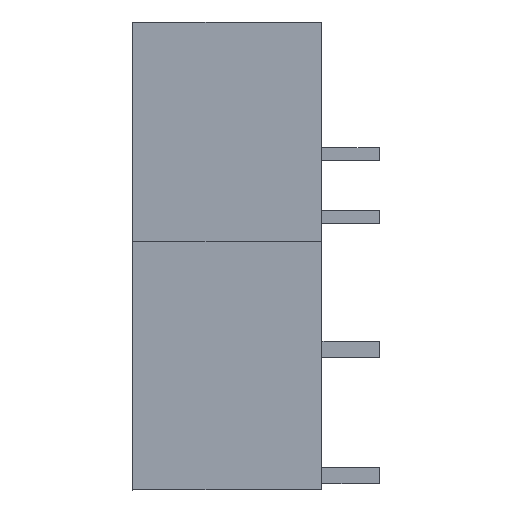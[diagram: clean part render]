
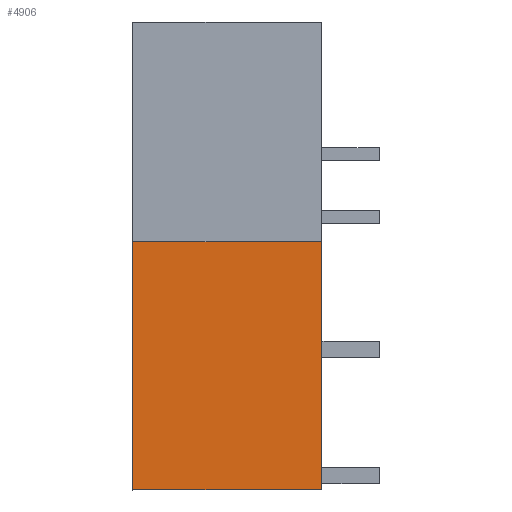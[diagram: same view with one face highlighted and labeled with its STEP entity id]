
A CAD part, left-side view. The second image highlights one B-rep face of the part: STEP entity #4906.
In plain terms, the highlighted planar face has unit normal (-1, 0, 0).
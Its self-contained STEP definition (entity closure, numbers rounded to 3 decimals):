
#4893=AXIS2_PLACEMENT_3D('Plane Axis2P3D',#4890,#4891,#4892) ;
#480=CARTESIAN_POINT('Vertex',(8.59,3.5,15.)) ;
#483=CARTESIAN_POINT('Line Origine',(8.59,3.5,7.5)) ;
#487=CARTESIAN_POINT('Vertex',(8.59,3.5,0.)) ;
#2131=CARTESIAN_POINT('Vertex',(8.59,14.9,0.)) ;
#2134=CARTESIAN_POINT('Line Origine',(8.59,14.9,7.5)) ;
#2138=CARTESIAN_POINT('Vertex',(8.59,14.9,15.)) ;
#4846=CARTESIAN_POINT('Line Origine',(8.59,9.2,15.)) ;
#4890=CARTESIAN_POINT('Axis2P3D Location',(8.59,3.6,12.5)) ;
#4895=CARTESIAN_POINT('Line Origine',(8.59,9.2,0.)) ;
#484=DIRECTION('Vector Direction',(0.,0.,-1.)) ;
#2135=DIRECTION('Vector Direction',(0.,0.,-1.)) ;
#4847=DIRECTION('Vector Direction',(0.,1.,0.)) ;
#4891=DIRECTION('Axis2P3D Direction',(1.,0.,0.)) ;
#4892=DIRECTION('Axis2P3D XDirection',(0.,1.,0.)) ;
#4896=DIRECTION('Vector Direction',(0.,1.,0.)) ;
#485=VECTOR('Line Direction',#484,1.) ;
#2136=VECTOR('Line Direction',#2135,1.) ;
#4848=VECTOR('Line Direction',#4847,1.) ;
#4897=VECTOR('Line Direction',#4896,1.) ;
#4901=ORIENTED_EDGE('',*,*,#4899,.F.) ;
#4902=ORIENTED_EDGE('',*,*,#489,.F.) ;
#4903=ORIENTED_EDGE('',*,*,#4850,.T.) ;
#4904=ORIENTED_EDGE('',*,*,#2140,.T.) ;
#4906=ADVANCED_FACE('HOUSING',(#4905),#4894,.F.) ;
#489=EDGE_CURVE('',#481,#488,#486,.T.) ;
#2140=EDGE_CURVE('',#2139,#2132,#2137,.T.) ;
#4850=EDGE_CURVE('',#481,#2139,#4849,.T.) ;
#4899=EDGE_CURVE('',#488,#2132,#4898,.T.) ;
#4900=EDGE_LOOP('',(#4901,#4902,#4903,#4904)) ;
#4905=FACE_OUTER_BOUND('',#4900,.T.) ;
#486=LINE('Line',#483,#485) ;
#2137=LINE('Line',#2134,#2136) ;
#4849=LINE('Line',#4846,#4848) ;
#4898=LINE('Line',#4895,#4897) ;
#4894=PLANE('',#4893) ;
#481=VERTEX_POINT('',#480) ;
#488=VERTEX_POINT('',#487) ;
#2132=VERTEX_POINT('',#2131) ;
#2139=VERTEX_POINT('',#2138) ;
